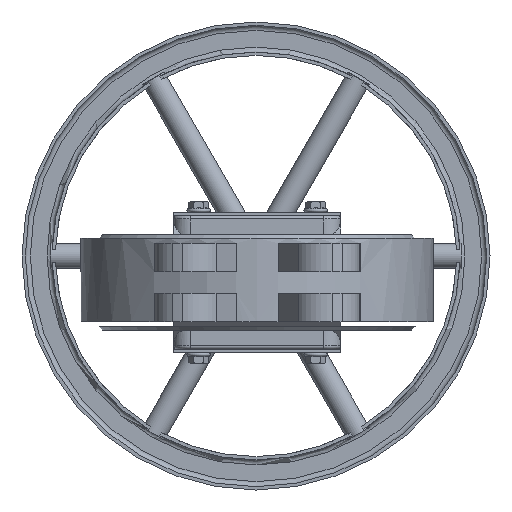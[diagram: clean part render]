
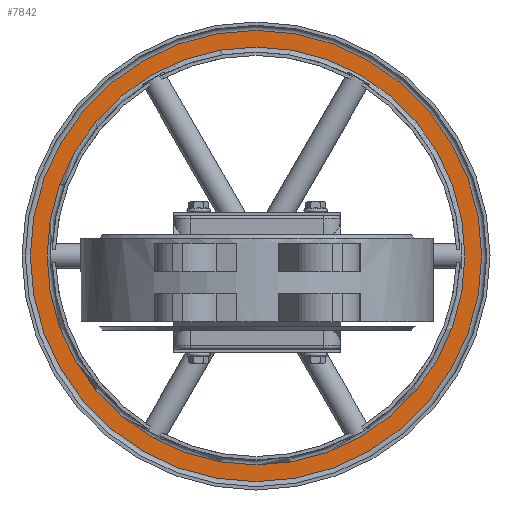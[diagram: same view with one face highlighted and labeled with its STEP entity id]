
A CAD part, front view. The second image highlights one B-rep face of the part: STEP entity #7842.
In plain terms, the highlighted planar face has unit normal (0, -1, 0).
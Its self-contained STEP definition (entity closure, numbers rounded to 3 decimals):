
#221=FACE_BOUND('',#1767,.T.);
#861=CIRCLE('',#8646,125.);
#889=CIRCLE('',#8695,135.);
#1297=FACE_OUTER_BOUND('',#1766,.T.);
#1766=EDGE_LOOP('',(#6550));
#1767=EDGE_LOOP('',(#6551));
#3483=VERTEX_POINT('',#15060);
#3493=VERTEX_POINT('',#15211);
#4492=EDGE_CURVE('',#3483,#3483,#861,.T.);
#4528=EDGE_CURVE('',#3493,#3493,#889,.T.);
#6550=ORIENTED_EDGE('',*,*,#4528,.F.);
#6551=ORIENTED_EDGE('',*,*,#4492,.T.);
#7083=PLANE('',#8694);
#7842=ADVANCED_FACE('',(#1297,#221),#7083,.T.);
#8646=AXIS2_PLACEMENT_3D('',#15062,#10337,#10338);
#8694=AXIS2_PLACEMENT_3D('',#15210,#10436,#10437);
#8695=AXIS2_PLACEMENT_3D('',#15212,#10438,#10439);
#10337=DIRECTION('center_axis',(0.,1.,0.));
#10338=DIRECTION('ref_axis',(1.,0.,0.));
#10436=DIRECTION('center_axis',(0.,-1.,0.));
#10437=DIRECTION('ref_axis',(0.,0.,-1.));
#10438=DIRECTION('center_axis',(0.,1.,0.));
#10439=DIRECTION('ref_axis',(1.,0.,0.));
#15060=CARTESIAN_POINT('',(0.,15.499,-125.));
#15062=CARTESIAN_POINT('Origin',(0.,15.499,0.));
#15210=CARTESIAN_POINT('Origin',(135.,15.499,0.));
#15211=CARTESIAN_POINT('',(0.,15.499,-135.));
#15212=CARTESIAN_POINT('Origin',(0.,15.499,0.));
